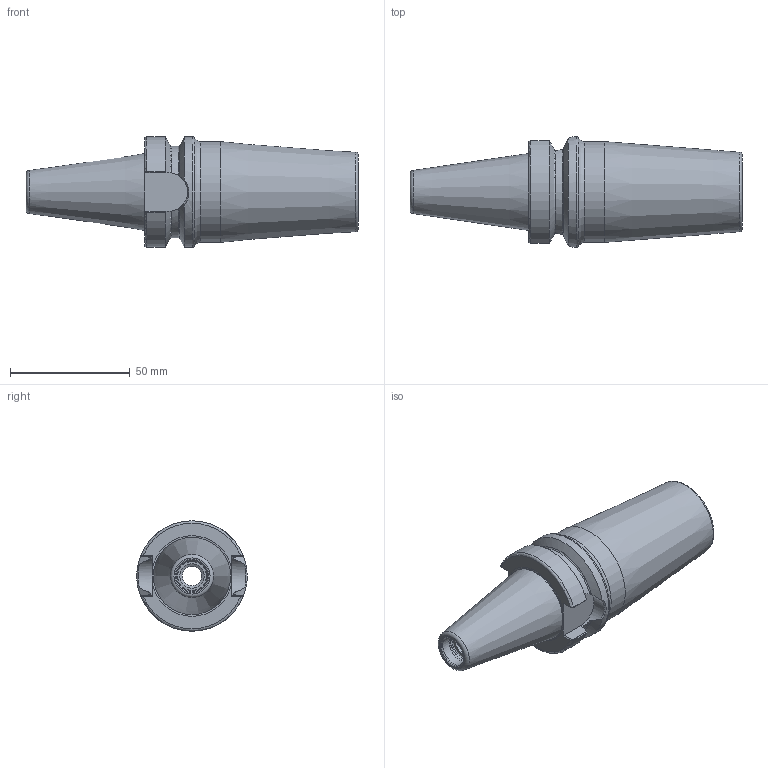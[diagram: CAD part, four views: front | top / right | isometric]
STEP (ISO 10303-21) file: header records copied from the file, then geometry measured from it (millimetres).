
FILE_DESCRIPTION(/* description */ (''),/* implementation_level */ '2;1');
FILE_NAME(/* name */ 'DBT30-SD075-090.stp',/* time_stamp */ '2019-06-21T16:00:04-05:00',/* author */ ('ldfli'),/* organization */ (''),/* preprocessor_version */ 'ST-DEVELOPER v18',/* originating_system */ 'Autodesk Inventor LT',/* authorisation */ '');
FILE_SCHEMA (('AUTOMOTIVE_DESIGN { 1 0 10303 214 3 1 1 }','MODEL_BASED_INTEGRATED_MANUFACTURING_SCHEMA'));
Length unit declared in the file: millimetre
Products named in the file (1): DBT30-SD075-090
Bounding box: 138.4 x 46 x 46 mm (x, y, z)
Volume: 110454.1 mm3; surface area: 23283.2 mm2
Topology: 1 solids, 1 shells, 79 faces, 232 edges, 158 vertices
Faces by surface type: plane 25, cylinder 16, torus 15, cone 13, bspline 10
Full cylindrical faces by diameter (mm): 8 x1, 10.106 x2, 12.5 x1, 13.1 x1, 19.05 x1, 20 x1, 31.987 x1, 42 x1, 46 x1
Entity records: 3258 total; most frequent: CARTESIAN_POINT 1145, ORIENTED_EDGE 464, DIRECTION 421, EDGE_CURVE 232, AXIS2_PLACEMENT_3D 175, VERTEX_POINT 158, CIRCLE 105, EDGE_LOOP 84
